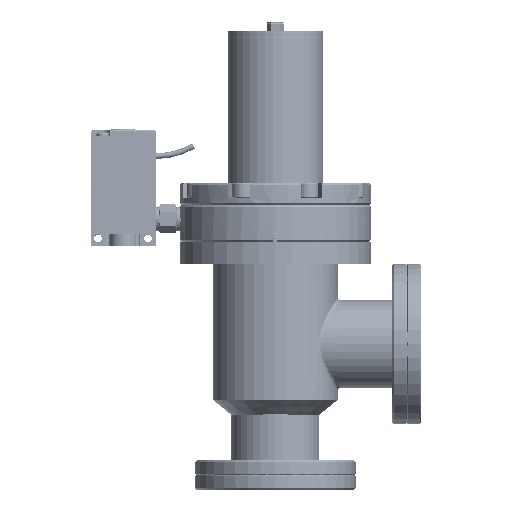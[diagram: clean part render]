
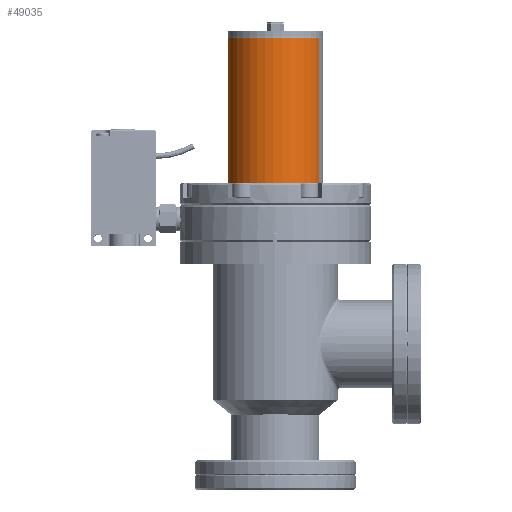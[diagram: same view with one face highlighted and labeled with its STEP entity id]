
A CAD part, top view. The second image highlights one B-rep face of the part: STEP entity #49035.
In plain terms, the highlighted cylindrical face has radius 20.637 mm (diameter 41.275 mm), a partial arc.
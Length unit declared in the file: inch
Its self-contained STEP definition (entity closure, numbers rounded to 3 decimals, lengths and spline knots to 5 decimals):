
#140 = DIRECTION ( 'NONE',  ( 0., 1., 0. ) ) ;
#7678 = AXIS2_PLACEMENT_3D ( 'NONE', #74540, #140, #33254 ) ;
#7775 = CARTESIAN_POINT ( 'NONE',  ( -0.75065, 3.25845, -0.31093 ) ) ;
#8324 = FACE_OUTER_BOUND ( 'NONE', #78294, .T. ) ;
#11952 = EDGE_CURVE ( 'NONE', #71699, #59755, #32053, .T. ) ;
#13816 = EDGE_CURVE ( 'NONE', #28084, #64527, #96568, .T. ) ;
#14140 = DIRECTION ( 'NONE',  ( -0.924, 0., -0.383 ) ) ;
#14730 = VECTOR ( 'NONE', #55289, 39.37008 ) ;
#19388 = DIRECTION ( 'NONE',  ( -0.924, 0., -0.383 ) ) ;
#20115 = CIRCLE ( 'NONE', #80797, 0.8125 ) ;
#22205 = CARTESIAN_POINT ( 'NONE',  ( 0.75065, 3.24339, 0.31093 ) ) ;
#25793 = CIRCLE ( 'NONE', #86482, 0.8125 ) ;
#28084 = VERTEX_POINT ( 'NONE', #36197 ) ;
#32053 = LINE ( 'NONE', #65194, #66390 ) ;
#33254 = DIRECTION ( 'NONE',  ( -0.924, 0., -0.383 ) ) ;
#36197 = CARTESIAN_POINT ( 'NONE',  ( 0.75065, 3.25845, 0.31093 ) ) ;
#36755 = ORIENTED_EDGE ( 'NONE', *, *, #11952, .F. ) ;
#37991 = ORIENTED_EDGE ( 'NONE', *, *, #72066, .F. ) ;
#41416 = CYLINDRICAL_SURFACE ( 'NONE', #7678, 0.8125 ) ;
#49035 = ADVANCED_FACE ( 'NONE', ( #8324 ), #41416, .T. ) ;
#52345 = CARTESIAN_POINT ( 'NONE',  ( 0.75065, 5.90845, 0.31093 ) ) ;
#55289 = DIRECTION ( 'NONE',  ( 0., 1., 0. ) ) ;
#55422 = CARTESIAN_POINT ( 'NONE',  ( 0., 5.90845, 0. ) ) ;
#59755 = VERTEX_POINT ( 'NONE', #91337 ) ;
#60644 = CARTESIAN_POINT ( 'NONE',  ( 0., 3.25845, 0. ) ) ;
#64060 = ORIENTED_EDGE ( 'NONE', *, *, #13816, .T. ) ;
#64527 = VERTEX_POINT ( 'NONE', #52345 ) ;
#65194 = CARTESIAN_POINT ( 'NONE',  ( -0.75065, 3.24339, -0.31093 ) ) ;
#66390 = VECTOR ( 'NONE', #98312, 39.37008 ) ;
#71699 = VERTEX_POINT ( 'NONE', #7775 ) ;
#72066 = EDGE_CURVE ( 'NONE', #59755, #64527, #25793, .T. ) ;
#74540 = CARTESIAN_POINT ( 'NONE',  ( 0., 3.24339, 0. ) ) ;
#78294 = EDGE_LOOP ( 'NONE', ( #88359, #64060, #37991, #36755 ) ) ;
#80797 = AXIS2_PLACEMENT_3D ( 'NONE', #60644, #93759, #19388 ) ;
#86482 = AXIS2_PLACEMENT_3D ( 'NONE', #55422, #88530, #14140 ) ;
#88359 = ORIENTED_EDGE ( 'NONE', *, *, #98987, .T. ) ;
#88530 = DIRECTION ( 'NONE',  ( 0., 1., 0. ) ) ;
#91337 = CARTESIAN_POINT ( 'NONE',  ( -0.75065, 5.90845, -0.31093 ) ) ;
#93759 = DIRECTION ( 'NONE',  ( 0., 1., 0. ) ) ;
#96568 = LINE ( 'NONE', #22205, #14730 ) ;
#98312 = DIRECTION ( 'NONE',  ( 0., 1., 0. ) ) ;
#98987 = EDGE_CURVE ( 'NONE', #71699, #28084, #20115, .T. ) ;
